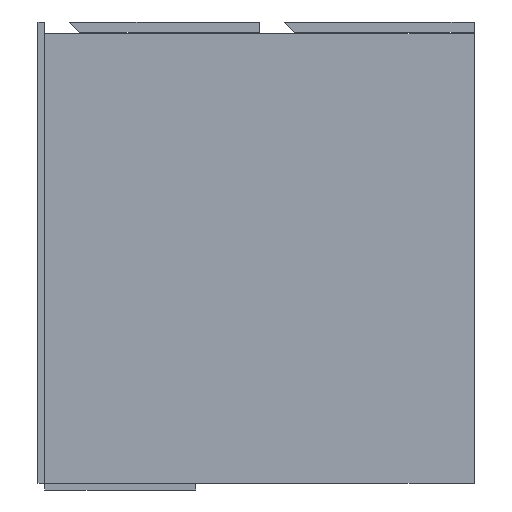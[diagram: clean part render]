
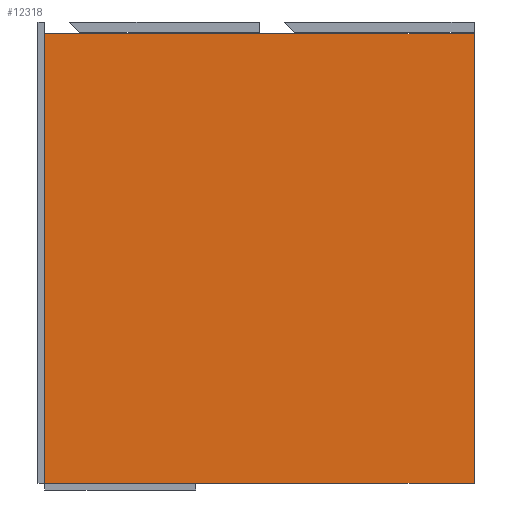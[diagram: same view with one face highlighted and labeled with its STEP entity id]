
A CAD part, left-side view. The second image highlights one B-rep face of the part: STEP entity #12318.
In plain terms, the highlighted planar face has unit normal (-1, 0, 0).
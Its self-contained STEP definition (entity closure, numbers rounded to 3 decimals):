
#591 = EDGE_LOOP ( 'NONE', ( #8189, #9890, #1176, #2571 ) ) ;
#666 = DIRECTION ( 'NONE',  ( 0., 0., -1. ) ) ;
#1176 = ORIENTED_EDGE ( 'NONE', *, *, #9251, .T. ) ;
#1760 = FACE_OUTER_BOUND ( 'NONE', #591, .T. ) ;
#2290 = CARTESIAN_POINT ( 'NONE',  ( 2., 512., -550. ) ) ;
#2436 = AXIS2_PLACEMENT_3D ( 'NONE', #10572, #13473, #666 ) ;
#2571 = ORIENTED_EDGE ( 'NONE', *, *, #13384, .F. ) ;
#2598 = CARTESIAN_POINT ( 'NONE',  ( 2., 0., -550. ) ) ;
#2780 = EDGE_CURVE ( 'NONE', #9010, #14184, #12835, .T. ) ;
#2959 = CARTESIAN_POINT ( 'NONE',  ( 2., 512., -550. ) ) ;
#4074 = DIRECTION ( 'NONE',  ( 0., -1., 0. ) ) ;
#4146 = CARTESIAN_POINT ( 'NONE',  ( 2., 1048.337, -550. ) ) ;
#4209 = LINE ( 'NONE', #4146, #10276 ) ;
#4828 = LINE ( 'NONE', #2598, #7290 ) ;
#5519 = CARTESIAN_POINT ( 'NONE',  ( 2., 512., -14. ) ) ;
#5693 = CARTESIAN_POINT ( 'NONE',  ( 2., 0., -550. ) ) ;
#6073 = LINE ( 'NONE', #8459, #6376 ) ;
#6180 = PLANE ( 'NONE',  #2436 ) ;
#6376 = VECTOR ( 'NONE', #10688, 1000. ) ;
#7003 = DIRECTION ( 'NONE',  ( 0., 0., 1. ) ) ;
#7188 = VERTEX_POINT ( 'NONE', #5693 ) ;
#7290 = VECTOR ( 'NONE', #7003, 1000. ) ;
#7360 = DIRECTION ( 'NONE',  ( 0., 0., 1. ) ) ;
#7492 = CARTESIAN_POINT ( 'NONE',  ( 2., 0., -14. ) ) ;
#8189 = ORIENTED_EDGE ( 'NONE', *, *, #2780, .F. ) ;
#8275 = EDGE_CURVE ( 'NONE', #9010, #7188, #4209, .T. ) ;
#8459 = CARTESIAN_POINT ( 'NONE',  ( 2., 1048.337, -14. ) ) ;
#8580 = VECTOR ( 'NONE', #7360, 1000. ) ;
#9010 = VERTEX_POINT ( 'NONE', #2290 ) ;
#9251 = EDGE_CURVE ( 'NONE', #7188, #14156, #4828, .T. ) ;
#9890 = ORIENTED_EDGE ( 'NONE', *, *, #8275, .T. ) ;
#10276 = VECTOR ( 'NONE', #4074, 1000. ) ;
#10572 = CARTESIAN_POINT ( 'NONE',  ( 2., 1048.337, -550. ) ) ;
#10688 = DIRECTION ( 'NONE',  ( 0., -1., 0. ) ) ;
#12318 = ADVANCED_FACE ( 'NONE', ( #1760 ), #6180, .F. ) ;
#12835 = LINE ( 'NONE', #2959, #8580 ) ;
#13384 = EDGE_CURVE ( 'NONE', #14184, #14156, #6073, .T. ) ;
#13473 = DIRECTION ( 'NONE',  ( 1., 0., 0. ) ) ;
#14156 = VERTEX_POINT ( 'NONE', #7492 ) ;
#14184 = VERTEX_POINT ( 'NONE', #5519 ) ;
